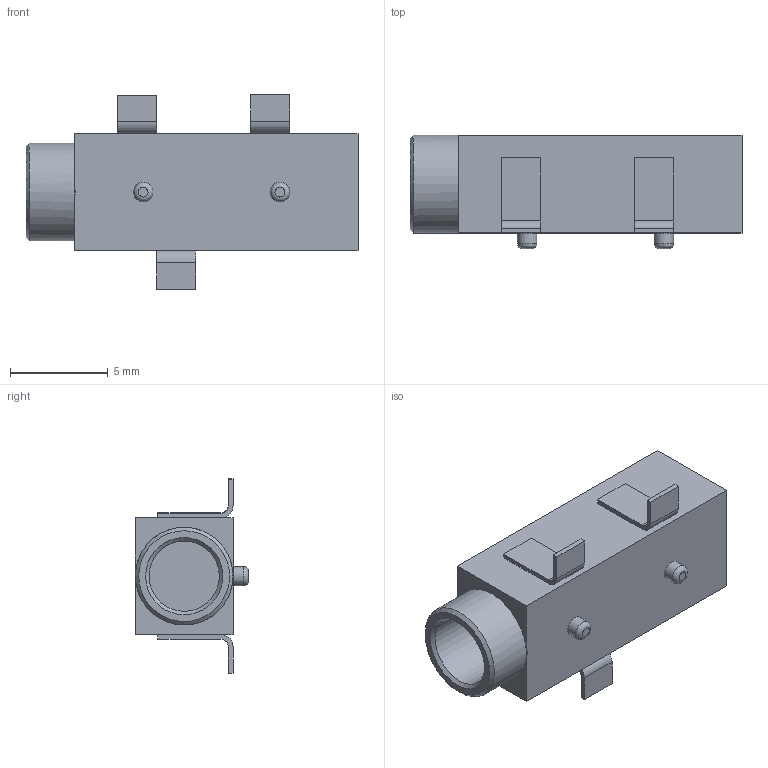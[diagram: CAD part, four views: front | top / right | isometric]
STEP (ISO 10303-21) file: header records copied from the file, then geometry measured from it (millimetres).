
FILE_DESCRIPTION(('FreeCAD Model'),'2;1');
FILE_NAME('Open CASCADE Shape Model','2025-03-02T20:19:31',('Author'),( ''),'Open CASCADE STEP processor 7.8','FreeCAD','Unknown');
FILE_SCHEMA(('AUTOMOTIVE_DESIGN { 1 0 10303 214 1 1 1 1 }'));
Length unit declared in the file: millimetre
Products named in the file (7): Unnamed6; sj-3524-smt-tr-pi v1; sj-3524-smt-tr-pi v002; sj-3524-smt-tr-pi v003; sj-3524-smt-tr-pi v004; sj-3524-smt-tr-pi v009; Unnamed1
Assembly tree (15 placements, depth 4):
  Unnamed6
    sj-3524-smt-tr-pi v1  x2
    sj-3524-smt-tr-pi v002  x2
    sj-3524-smt-tr-pi v003
    sj-3524-smt-tr-pi v004
    sj-3524-smt-tr-pi v009
      sj-3524-smt-tr-pi v1
      sj-3524-smt-tr-pi v002
    Unnamed1
      sj-3524-smt-tr-pi v1
      sj-3524-smt-tr-pi v002
      sj-3524-smt-tr-pi v003
      sj-3524-smt-tr-pi v004
      sj-3524-smt-tr-pi v009
        sj-3524-smt-tr-pi v1
        sj-3524-smt-tr-pi v002
Bounding box: 17 x 5.8 x 9.98 mm (x, y, z)
Surface area: 3259.4 mm2
Topology: 14 solids, 14 shells, 225 faces, 526 edges, 344 vertices
Faces by surface type: plane 167, cylinder 38, cone 10, bspline 10
Full cylindrical faces by diameter (mm): 1 x10, 3.6 x5, 5 x5
Entity records: 1946 total; most frequent: CARTESIAN_POINT 347, DIRECTION 310, ORIENTED_EDGE 268, EDGE_CURVE 134, AXIS2_PLACEMENT_3D 105, LINE 100, VECTOR 100, VERTEX_POINT 88
